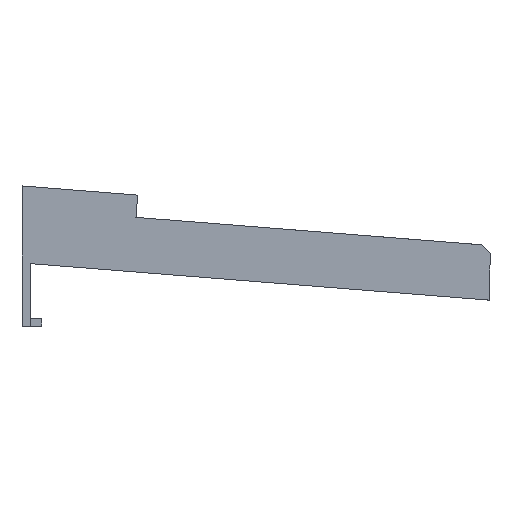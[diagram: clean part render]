
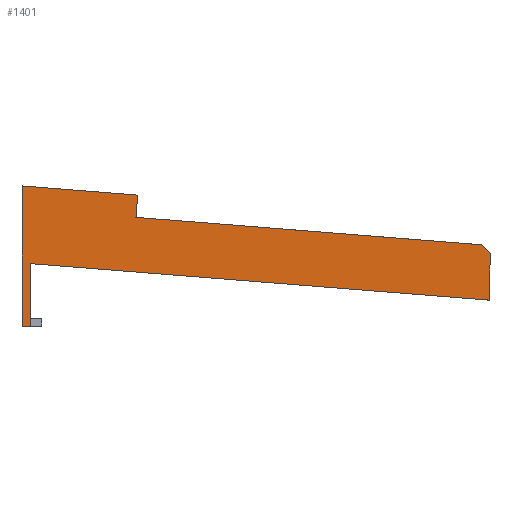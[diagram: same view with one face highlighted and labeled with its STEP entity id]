
A CAD part, left-side view. The second image highlights one B-rep face of the part: STEP entity #1401.
In plain terms, the highlighted planar face has unit normal (-1, 0, 0).
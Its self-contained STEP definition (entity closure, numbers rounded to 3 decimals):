
#83=FACE_OUTER_BOUND('',#151,.T.);
#151=EDGE_LOOP('',(#945,#946,#947,#948,#949,#950,#951,#952,#953));
#240=LINE('',#1996,#423);
#241=LINE('',#1998,#424);
#242=LINE('',#2000,#425);
#243=LINE('',#2002,#426);
#244=LINE('',#2004,#427);
#245=LINE('',#2006,#428);
#246=LINE('',#2008,#429);
#247=LINE('',#2010,#430);
#248=LINE('',#2011,#431);
#423=VECTOR('',#1609,10.);
#424=VECTOR('',#1610,10.);
#425=VECTOR('',#1611,10.);
#426=VECTOR('',#1612,10.);
#427=VECTOR('',#1613,10.);
#428=VECTOR('',#1614,10.);
#429=VECTOR('',#1615,10.);
#430=VECTOR('',#1616,10.);
#431=VECTOR('',#1617,10.);
#606=VERTEX_POINT('',#1994);
#607=VERTEX_POINT('',#1995);
#608=VERTEX_POINT('',#1997);
#609=VERTEX_POINT('',#1999);
#610=VERTEX_POINT('',#2001);
#611=VERTEX_POINT('',#2003);
#612=VERTEX_POINT('',#2005);
#613=VERTEX_POINT('',#2007);
#614=VERTEX_POINT('',#2009);
#742=EDGE_CURVE('',#606,#607,#240,.T.);
#743=EDGE_CURVE('',#606,#608,#241,.T.);
#744=EDGE_CURVE('',#609,#608,#242,.T.);
#745=EDGE_CURVE('',#610,#609,#243,.T.);
#746=EDGE_CURVE('',#610,#611,#244,.T.);
#747=EDGE_CURVE('',#612,#611,#245,.T.);
#748=EDGE_CURVE('',#613,#612,#246,.T.);
#749=EDGE_CURVE('',#613,#614,#247,.T.);
#750=EDGE_CURVE('',#614,#607,#248,.T.);
#945=ORIENTED_EDGE('',*,*,#742,.F.);
#946=ORIENTED_EDGE('',*,*,#743,.T.);
#947=ORIENTED_EDGE('',*,*,#744,.F.);
#948=ORIENTED_EDGE('',*,*,#745,.F.);
#949=ORIENTED_EDGE('',*,*,#746,.T.);
#950=ORIENTED_EDGE('',*,*,#747,.F.);
#951=ORIENTED_EDGE('',*,*,#748,.F.);
#952=ORIENTED_EDGE('',*,*,#749,.T.);
#953=ORIENTED_EDGE('',*,*,#750,.T.);
#1343=PLANE('',#1489);
#1401=ADVANCED_FACE('',(#83),#1343,.T.);
#1489=AXIS2_PLACEMENT_3D('',#1993,#1607,#1608);
#1607=DIRECTION('center_axis',(-1.,0.,0.));
#1608=DIRECTION('ref_axis',(0.,-1.,0.));
#1609=DIRECTION('',(0.,-1.,0.));
#1610=DIRECTION('',(0.,-0.079,-0.997));
#1611=DIRECTION('',(0.,0.997,-0.079));
#1612=DIRECTION('',(0.,-0.079,-0.997));
#1613=DIRECTION('',(0.,-1.,0.));
#1614=DIRECTION('',(0.,-0.079,-0.997));
#1615=DIRECTION('',(0.,-0.735,-0.679));
#1616=DIRECTION('',(0.,1.,0.));
#1617=DIRECTION('',(0.,0.,1.));
#1993=CARTESIAN_POINT('Origin',(-106.513,51.697,0.));
#1994=CARTESIAN_POINT('',(-106.513,60.259,18.6));
#1995=CARTESIAN_POINT('',(-106.512,32.147,18.6));
#1996=CARTESIAN_POINT('',(-106.513,59.83,18.6));
#1997=CARTESIAN_POINT('',(-106.513,57.569,-15.24));
#1998=CARTESIAN_POINT('',(-106.513,58.212,-7.152));
#1999=CARTESIAN_POINT('',(-106.513,55.575,-15.081));
#2000=CARTESIAN_POINT('',(-106.513,53.551,-14.92));
#2001=CARTESIAN_POINT('',(-106.513,56.774,0.));
#2002=CARTESIAN_POINT('',(-106.513,56.901,1.596));
#2003=CARTESIAN_POINT('',(-106.512,-54.928,0.));
#2004=CARTESIAN_POINT('',(-106.512,26.945,0.));
#2005=CARTESIAN_POINT('',(-106.512,-54.04,11.164));
#2006=CARTESIAN_POINT('',(-106.512,-54.782,1.83));
#2007=CARTESIAN_POINT('',(-106.512,-51.836,13.2));
#2008=CARTESIAN_POINT('',(-106.512,-14.189,47.973));
#2009=CARTESIAN_POINT('',(-106.512,32.147,13.2));
#2010=CARTESIAN_POINT('',(-106.512,26.444,13.2));
#2011=CARTESIAN_POINT('',(-106.512,32.147,14.851));
